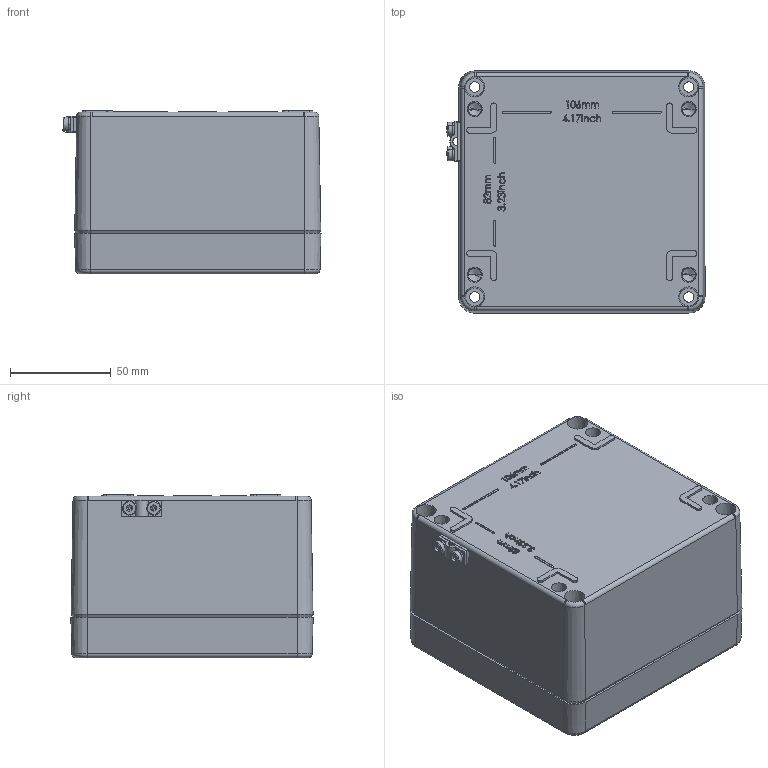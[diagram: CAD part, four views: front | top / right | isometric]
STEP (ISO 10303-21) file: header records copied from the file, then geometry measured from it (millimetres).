
FILE_DESCRIPTION(('FreeCAD Model'),'2;1');
FILE_NAME('GBAEX012212081.step', '2026-03-27T11:39:24',('Author'),(''), 'Open CASCADE STEP processor 7.3','FreeCAD','Unknown');
FILE_SCHEMA(('AUTOMOTIVE_DESIGN { 1 0 10303 214 1 1 1 1 }'));
Length unit declared in the file: millimetre
Products named in the file (4): GBAEX012212081; ALU_BASE_12212080; ALU_LID_12212080; M4_DOUBLE_EARTHING
Assembly tree (3 placements, depth 2):
  GBAEX012212081
    ALU_BASE_12212080
    ALU_LID_12212080
    M4_DOUBLE_EARTHING
Bounding box: 127.79 x 120.04 x 81 mm (x, y, z)
Volume: 322156.4 mm3; surface area: 145782 mm2
Topology: 2 solids, 11 shells, 1151 faces, 3785 edges, 5346 vertices
Faces by surface type: plane 451, cylinder 277, bspline 193, cone 159, torus 66, revolution 5
Entity records: 63911 total; most frequent: CARTESIAN_POINT 31119, ORIENTED_EDGE 5718, DIRECTION 5645, EDGE_CURVE 2892, LINE 1956, VECTOR 1956, VERTEX_POINT 1858, AXIS2_PLACEMENT_3D 1842
